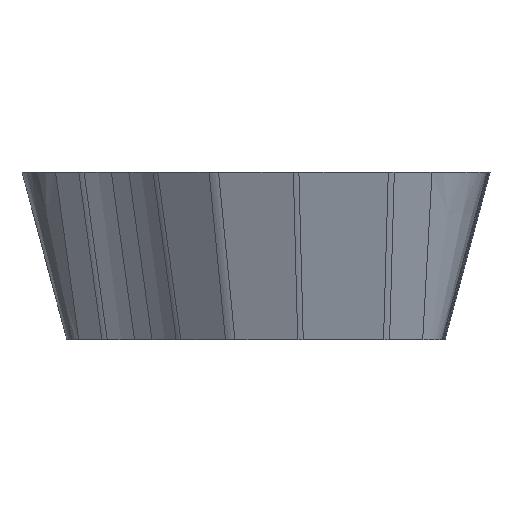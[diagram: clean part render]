
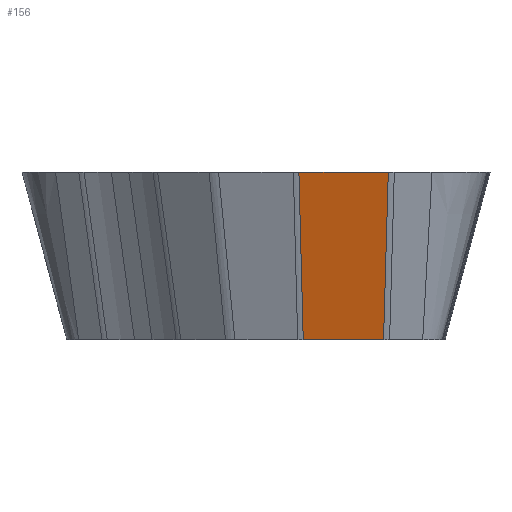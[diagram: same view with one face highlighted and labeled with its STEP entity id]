
A CAD part, front view. The second image highlights one B-rep face of the part: STEP entity #156.
In plain terms, the highlighted planar face has unit normal (0, -0.966, -0.259).
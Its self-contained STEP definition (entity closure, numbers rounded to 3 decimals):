
#104=FACE_OUTER_BOUND('',#238,.T.);
#156=ADVANCED_FACE('',(#104),#187,.F.);
#187=PLANE('',#1368);
#238=EDGE_LOOP('',(#504,#505,#506,#507));
#504=ORIENTED_EDGE('',*,*,#715,.T.);
#505=ORIENTED_EDGE('',*,*,#782,.F.);
#506=ORIENTED_EDGE('',*,*,#692,.T.);
#507=ORIENTED_EDGE('',*,*,#781,.F.);
#596=VERTEX_POINT('',#1948);
#597=VERTEX_POINT('',#1950);
#613=VERTEX_POINT('',#2011);
#614=VERTEX_POINT('',#2013);
#692=EDGE_CURVE('',#597,#596,#1022,.T.);
#715=EDGE_CURVE('',#614,#613,#1034,.T.);
#781=EDGE_CURVE('',#614,#596,#1080,.T.);
#782=EDGE_CURVE('',#597,#613,#1081,.T.);
#1022=LINE('',#1949,#1124);
#1034=LINE('',#2012,#1137);
#1080=LINE('',#2181,#1185);
#1081=LINE('',#2183,#1186);
#1124=VECTOR('',#1453,1.);
#1137=VECTOR('',#1490,1.);
#1185=VECTOR('',#1620,1.);
#1186=VECTOR('',#1623,1.);
#1368=AXIS2_PLACEMENT_3D('',#2184,#1624,#1625);
#1453=DIRECTION('',(-1.,0.,0.));
#1490=DIRECTION('',(1.,0.,0.));
#1620=DIRECTION('',(-0.025,-0.259,0.966));
#1623=DIRECTION('',(-0.027,0.259,-0.966));
#1624=DIRECTION('',(0.,0.966,0.259));
#1625=DIRECTION('',(0.,0.259,-0.966));
#1948=CARTESIAN_POINT('',(0.577,-7.225,0.));
#1949=CARTESIAN_POINT('',(3.544,-7.225,0.));
#1950=CARTESIAN_POINT('',(3.544,-7.225,0.));
#2011=CARTESIAN_POINT('',(3.387,-5.735,-5.56));
#2012=CARTESIAN_POINT('',(0.72,-5.735,-5.56));
#2013=CARTESIAN_POINT('',(0.72,-5.735,-5.56));
#2181=CARTESIAN_POINT('',(0.72,-5.735,-5.56));
#2183=CARTESIAN_POINT('',(3.544,-7.225,0.));
#2184=CARTESIAN_POINT('',(17.19,-5.735,-5.56));
